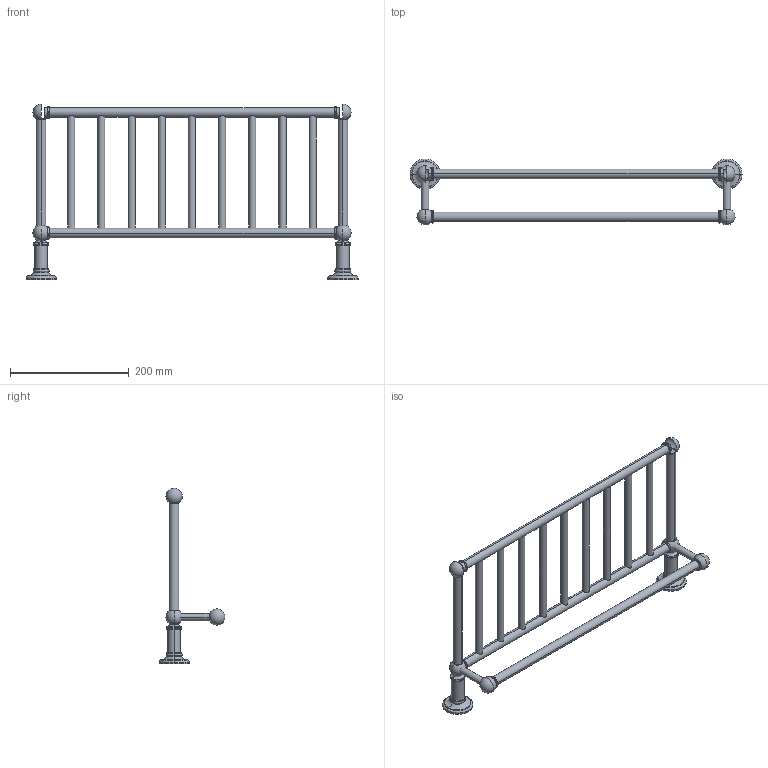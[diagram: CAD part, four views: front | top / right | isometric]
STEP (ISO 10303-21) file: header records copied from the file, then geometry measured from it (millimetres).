
FILE_DESCRIPTION((''),'2;1');
FILE_NAME('4543-20_WEB','2010-09-06T',('project'),(''),'PRO/ENGINEER BY PARAMETRIC TECHNOLOGY CORPORATION, 2009300','PRO/ENGINEER BY PARAMETRIC TECHNOLOGY CORPORATION, 2009300','');
FILE_SCHEMA(('CONFIG_CONTROL_DESIGN'));
Length unit declared in the file: inch
Products named in the file (1): 4543-20_WEB
Bounding box: 558.8 x 111.04 x 295.7 mm (x, y, z)
Surface area: 201910.9 mm2 (no closed solid volume)
Topology: 0 solids, 32 shells, 186 faces, 482 edges, 282 vertices
Faces by surface type: cylinder 84, torus 76, plane 14, sphere 12
Entity records: 6119 total; most frequent: CARTESIAN_POINT 1514, DIRECTION 1138, ORIENTED_EDGE 804, AXIS2_PLACEMENT_3D 518, EDGE_CURVE 470, CIRCLE 332, VERTEX_POINT 282, EDGE_LOOP 186
